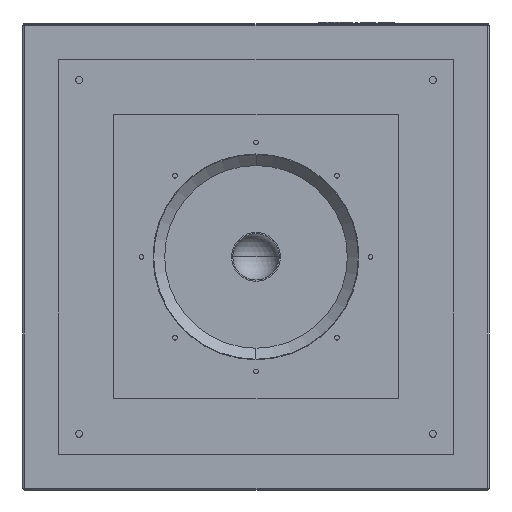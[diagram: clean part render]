
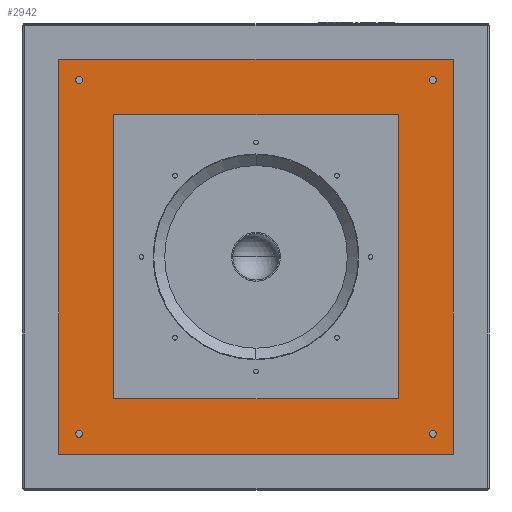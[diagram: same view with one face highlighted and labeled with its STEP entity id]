
A CAD part, front view. The second image highlights one B-rep face of the part: STEP entity #2942.
In plain terms, the highlighted planar face has unit normal (0, -1, 0).
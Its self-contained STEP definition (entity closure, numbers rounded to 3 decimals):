
#964 = VERTEX_POINT ( 'NONE', #5217 ) ;
#966 = EDGE_CURVE ( 'NONE', #964, #967, #5216, .T. ) ;
#967 = VERTEX_POINT ( 'NONE', #5211 ) ;
#969 = VERTEX_POINT ( 'NONE', #5210 ) ;
#980 = VERTEX_POINT ( 'NONE', #5188 ) ;
#982 = EDGE_CURVE ( 'NONE', #980, #983, #5250, .T. ) ;
#983 = VERTEX_POINT ( 'NONE', #5245 ) ;
#996 = VERTEX_POINT ( 'NONE', #5280 ) ;
#998 = EDGE_CURVE ( 'NONE', #996, #969, #5279, .T. ) ;
#1031 = VERTEX_POINT ( 'NONE', #5327 ) ;
#1033 = EDGE_CURVE ( 'NONE', #1031, #1034, #5326, .T. ) ;
#1034 = VERTEX_POINT ( 'NONE', #5321 ) ;
#2895 = VERTEX_POINT ( 'NONE', #10615 ) ;
#2897 = EDGE_CURVE ( 'NONE', #2895, #2910, #10616, .T. ) ;
#2910 = VERTEX_POINT ( 'NONE', #10695 ) ;
#2933 = EDGE_CURVE ( 'NONE', #3005, #3011, #10728, .T. ) ;
#2934 = EDGE_LOOP ( 'NONE', ( #2935, #2937 ) ) ;
#2935 = ORIENTED_EDGE ( 'NONE', *, *, #2936, .F. ) ;
#2936 = EDGE_CURVE ( 'NONE', #969, #996, #10724, .T. ) ;
#2937 = ORIENTED_EDGE ( 'NONE', *, *, #998, .F. ) ;
#2940 = EDGE_CURVE ( 'NONE', #2966, #2957, #10719, .T. ) ;
#2942 = ADVANCED_FACE ( 'NONE', ( #10715, #10714, #10713, #10712, #10711, #10710 ), #10709, .F. ) ;
#2943 = EDGE_LOOP ( 'NONE', ( #2944, #2945, #2946, #2947 ) ) ;
#2944 = ORIENTED_EDGE ( 'NONE', *, *, #2940, .F. ) ;
#2945 = ORIENTED_EDGE ( 'NONE', *, *, #2965, .F. ) ;
#2946 = ORIENTED_EDGE ( 'NONE', *, *, #2897, .F. ) ;
#2947 = ORIENTED_EDGE ( 'NONE', *, *, #2959, .F. ) ;
#2948 = EDGE_LOOP ( 'NONE', ( #2949, #3006, #3009, #3012 ) ) ;
#2949 = ORIENTED_EDGE ( 'NONE', *, *, #3004, .F. ) ;
#2950 = VERTEX_POINT ( 'NONE', #10707 ) ;
#2957 = VERTEX_POINT ( 'NONE', #10761 ) ;
#2959 = EDGE_CURVE ( 'NONE', #2957, #2895, #10760, .T. ) ;
#2965 = EDGE_CURVE ( 'NONE', #2910, #2966, #10753, .T. ) ;
#2966 = VERTEX_POINT ( 'NONE', #10746 ) ;
#2990 = EDGE_LOOP ( 'NONE', ( #2991, #2993 ) ) ;
#2991 = ORIENTED_EDGE ( 'NONE', *, *, #2992, .F. ) ;
#2992 = EDGE_CURVE ( 'NONE', #983, #980, #10529, .T. ) ;
#2993 = ORIENTED_EDGE ( 'NONE', *, *, #982, .F. ) ;
#2994 = EDGE_LOOP ( 'NONE', ( #2995, #2997 ) ) ;
#2995 = ORIENTED_EDGE ( 'NONE', *, *, #2996, .F. ) ;
#2996 = EDGE_CURVE ( 'NONE', #967, #964, #10524, .T. ) ;
#2997 = ORIENTED_EDGE ( 'NONE', *, *, #966, .F. ) ;
#2998 = EDGE_LOOP ( 'NONE', ( #2999, #3001 ) ) ;
#2999 = ORIENTED_EDGE ( 'NONE', *, *, #3000, .F. ) ;
#3000 = EDGE_CURVE ( 'NONE', #1034, #1031, #10569, .T. ) ;
#3001 = ORIENTED_EDGE ( 'NONE', *, *, #1033, .F. ) ;
#3004 = EDGE_CURVE ( 'NONE', #2950, #3005, #10827, .T. ) ;
#3005 = VERTEX_POINT ( 'NONE', #10819 ) ;
#3006 = ORIENTED_EDGE ( 'NONE', *, *, #3007, .F. ) ;
#3007 = EDGE_CURVE ( 'NONE', #3008, #2950, #10818, .T. ) ;
#3008 = VERTEX_POINT ( 'NONE', #10814 ) ;
#3009 = ORIENTED_EDGE ( 'NONE', *, *, #3010, .F. ) ;
#3010 = EDGE_CURVE ( 'NONE', #3011, #3008, #10813, .T. ) ;
#3011 = VERTEX_POINT ( 'NONE', #10809 ) ;
#3012 = ORIENTED_EDGE ( 'NONE', *, *, #2933, .F. ) ;
#5188 = CARTESIAN_POINT ( 'NONE',  ( 305., 0., -299. ) ) ;
#5210 = CARTESIAN_POINT ( 'NONE',  ( -305., 0., -311. ) ) ;
#5211 = CARTESIAN_POINT ( 'NONE',  ( 305., 0., 299. ) ) ;
#5212 = DIRECTION ( 'NONE',  ( 0., 0., -1. ) ) ;
#5213 = DIRECTION ( 'NONE',  ( 0., -1., 0. ) ) ;
#5214 = CARTESIAN_POINT ( 'NONE',  ( 305., 0., 305. ) ) ;
#5215 = AXIS2_PLACEMENT_3D ( 'NONE', #5214, #5213, #5212 ) ;
#5216 = CIRCLE ( 'NONE', #5215, 6. ) ;
#5217 = CARTESIAN_POINT ( 'NONE',  ( 305., 0., 311. ) ) ;
#5245 = CARTESIAN_POINT ( 'NONE',  ( 305., 0., -311. ) ) ;
#5246 = DIRECTION ( 'NONE',  ( 0., 0., -1. ) ) ;
#5247 = DIRECTION ( 'NONE',  ( 0., -1., 0. ) ) ;
#5248 = CARTESIAN_POINT ( 'NONE',  ( 305., 0., -305. ) ) ;
#5249 = AXIS2_PLACEMENT_3D ( 'NONE', #5248, #5247, #5246 ) ;
#5250 = CIRCLE ( 'NONE', #5249, 6. ) ;
#5275 = DIRECTION ( 'NONE',  ( 0., 0., -1. ) ) ;
#5276 = DIRECTION ( 'NONE',  ( 0., -1., 0. ) ) ;
#5277 = CARTESIAN_POINT ( 'NONE',  ( -305., 0., -305. ) ) ;
#5278 = AXIS2_PLACEMENT_3D ( 'NONE', #5277, #5276, #5275 ) ;
#5279 = CIRCLE ( 'NONE', #5278, 6. ) ;
#5280 = CARTESIAN_POINT ( 'NONE',  ( -305., 0., -299. ) ) ;
#5321 = CARTESIAN_POINT ( 'NONE',  ( -305., 0., 299. ) ) ;
#5322 = DIRECTION ( 'NONE',  ( 0., 0., -1. ) ) ;
#5323 = DIRECTION ( 'NONE',  ( 0., -1., 0. ) ) ;
#5324 = CARTESIAN_POINT ( 'NONE',  ( -305., 0., 305. ) ) ;
#5325 = AXIS2_PLACEMENT_3D ( 'NONE', #5324, #5323, #5322 ) ;
#5326 = CIRCLE ( 'NONE', #5325, 6. ) ;
#5327 = CARTESIAN_POINT ( 'NONE',  ( -305., 0., 311. ) ) ;
#10521 = DIRECTION ( 'NONE',  ( 0., -1., 0. ) ) ;
#10522 = CARTESIAN_POINT ( 'NONE',  ( 305., 0., 305. ) ) ;
#10523 = AXIS2_PLACEMENT_3D ( 'NONE', #10522, #10521, #10571 ) ;
#10524 = CIRCLE ( 'NONE', #10523, 6. ) ;
#10525 = DIRECTION ( 'NONE',  ( 0., 0., -1. ) ) ;
#10526 = DIRECTION ( 'NONE',  ( 0., -1., 0. ) ) ;
#10527 = CARTESIAN_POINT ( 'NONE',  ( 305., 0., -305. ) ) ;
#10528 = AXIS2_PLACEMENT_3D ( 'NONE', #10527, #10526, #10525 ) ;
#10529 = CIRCLE ( 'NONE', #10528, 6. ) ;
#10565 = DIRECTION ( 'NONE',  ( 0., 0., -1. ) ) ;
#10566 = DIRECTION ( 'NONE',  ( 0., -1., 0. ) ) ;
#10567 = CARTESIAN_POINT ( 'NONE',  ( -305., 0., 305. ) ) ;
#10568 = AXIS2_PLACEMENT_3D ( 'NONE', #10567, #10566, #10565 ) ;
#10569 = CIRCLE ( 'NONE', #10568, 6. ) ;
#10571 = DIRECTION ( 'NONE',  ( 0., 0., -1. ) ) ;
#10615 = CARTESIAN_POINT ( 'NONE',  ( 340.5, 0., 340.5 ) ) ;
#10616 = LINE ( 'NONE', #10625, #10624 ) ;
#10623 = DIRECTION ( 'NONE',  ( 0., 0., -1. ) ) ;
#10624 = VECTOR ( 'NONE', #10623, 1000. ) ;
#10625 = CARTESIAN_POINT ( 'NONE',  ( 340.5, 0., 340.5 ) ) ;
#10695 = CARTESIAN_POINT ( 'NONE',  ( 340.5, 0., -340.5 ) ) ;
#10704 = DIRECTION ( 'NONE',  ( 0., 0., 1. ) ) ;
#10705 = DIRECTION ( 'NONE',  ( 0., 1., 0. ) ) ;
#10706 = AXIS2_PLACEMENT_3D ( 'NONE', #10708, #10705, #10704 ) ;
#10707 = CARTESIAN_POINT ( 'NONE',  ( -245., 0., -245. ) ) ;
#10708 = CARTESIAN_POINT ( 'NONE',  ( -340.5, 0., 340.5 ) ) ;
#10709 = PLANE ( 'NONE',  #10706 ) ;
#10710 = FACE_BOUND ( 'NONE', #2998, .T. ) ;
#10711 = FACE_BOUND ( 'NONE', #2994, .T. ) ;
#10712 = FACE_BOUND ( 'NONE', #2990, .T. ) ;
#10713 = FACE_BOUND ( 'NONE', #2934, .T. ) ;
#10714 = FACE_BOUND ( 'NONE', #2948, .T. ) ;
#10715 = FACE_OUTER_BOUND ( 'NONE', #2943, .T. ) ;
#10716 = DIRECTION ( 'NONE',  ( 0., 0., 1. ) ) ;
#10717 = VECTOR ( 'NONE', #10716, 1000. ) ;
#10718 = CARTESIAN_POINT ( 'NONE',  ( -340.5, 0., 340.5 ) ) ;
#10719 = LINE ( 'NONE', #10718, #10717 ) ;
#10720 = DIRECTION ( 'NONE',  ( 0., 0., -1. ) ) ;
#10721 = DIRECTION ( 'NONE',  ( 0., -1., 0. ) ) ;
#10722 = CARTESIAN_POINT ( 'NONE',  ( -305., 0., -305. ) ) ;
#10723 = AXIS2_PLACEMENT_3D ( 'NONE', #10722, #10721, #10720 ) ;
#10724 = CIRCLE ( 'NONE', #10723, 6. ) ;
#10725 = DIRECTION ( 'NONE',  ( 0., 0., 1. ) ) ;
#10726 = VECTOR ( 'NONE', #10725, 1000. ) ;
#10727 = CARTESIAN_POINT ( 'NONE',  ( 245., 0., 245. ) ) ;
#10728 = LINE ( 'NONE', #10727, #10726 ) ;
#10746 = CARTESIAN_POINT ( 'NONE',  ( -340.5, 0., -340.5 ) ) ;
#10747 = DIRECTION ( 'NONE',  ( -1., 0., 0. ) ) ;
#10748 = VECTOR ( 'NONE', #10747, 1000. ) ;
#10749 = CARTESIAN_POINT ( 'NONE',  ( -340.5, 0., -340.5 ) ) ;
#10753 = LINE ( 'NONE', #10749, #10748 ) ;
#10757 = DIRECTION ( 'NONE',  ( 1., 0., 0. ) ) ;
#10758 = VECTOR ( 'NONE', #10757, 1000. ) ;
#10759 = CARTESIAN_POINT ( 'NONE',  ( -340.5, 0., 340.5 ) ) ;
#10760 = LINE ( 'NONE', #10759, #10758 ) ;
#10761 = CARTESIAN_POINT ( 'NONE',  ( -340.5, 0., 340.5 ) ) ;
#10809 = CARTESIAN_POINT ( 'NONE',  ( 245., 0., 245. ) ) ;
#10810 = DIRECTION ( 'NONE',  ( -1., 0., 0. ) ) ;
#10811 = VECTOR ( 'NONE', #10810, 1000. ) ;
#10812 = CARTESIAN_POINT ( 'NONE',  ( -245., 0., 245. ) ) ;
#10813 = LINE ( 'NONE', #10812, #10811 ) ;
#10814 = CARTESIAN_POINT ( 'NONE',  ( -245., 0., 245. ) ) ;
#10815 = DIRECTION ( 'NONE',  ( 0., 0., -1. ) ) ;
#10816 = VECTOR ( 'NONE', #10815, 1000. ) ;
#10817 = CARTESIAN_POINT ( 'NONE',  ( -245., 0., 245. ) ) ;
#10818 = LINE ( 'NONE', #10817, #10816 ) ;
#10819 = CARTESIAN_POINT ( 'NONE',  ( 245., 0., -245. ) ) ;
#10820 = DIRECTION ( 'NONE',  ( 1., 0., 0. ) ) ;
#10821 = VECTOR ( 'NONE', #10820, 1000. ) ;
#10822 = CARTESIAN_POINT ( 'NONE',  ( -245., 0., -245. ) ) ;
#10827 = LINE ( 'NONE', #10822, #10821 ) ;
